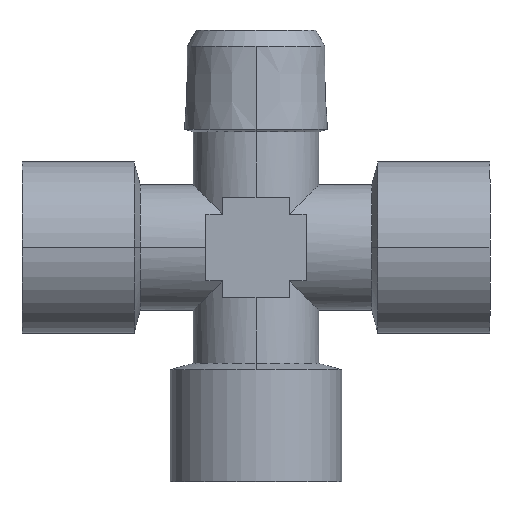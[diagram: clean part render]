
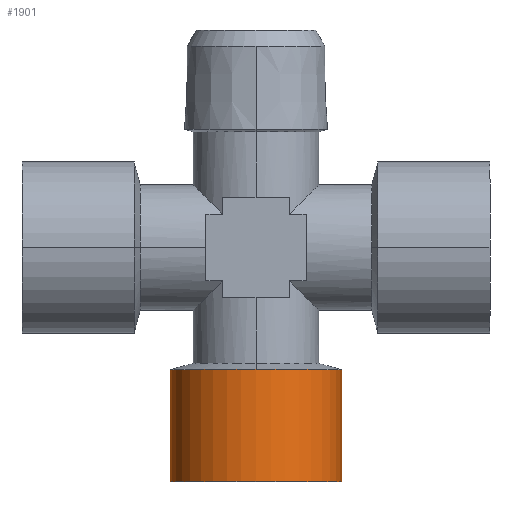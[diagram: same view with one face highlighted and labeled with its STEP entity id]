
A CAD part, top view. The second image highlights one B-rep face of the part: STEP entity #1901.
In plain terms, the highlighted cylindrical face has radius 10.25 mm (diameter 20.5 mm), a partial arc.
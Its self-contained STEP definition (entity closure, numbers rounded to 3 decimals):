
#74 = CARTESIAN_POINT ( 'NONE',  ( -138.123, -37.532, -25. ) ) ;
#94 = ORIENTED_EDGE ( 'NONE', *, *, #1795, .T. ) ;
#184 = ORIENTED_EDGE ( 'NONE', *, *, #1102, .T. ) ;
#325 = LINE ( 'NONE', #2561, #2532 ) ;
#339 = EDGE_LOOP ( 'NONE', ( #184, #1263, #841, #94, #1072 ) ) ;
#374 = LINE ( 'NONE', #1216, #984 ) ;
#403 = CARTESIAN_POINT ( 'NONE',  ( -138.123, -37.532, -25. ) ) ;
#421 = AXIS2_PLACEMENT_3D ( 'NONE', #442, #1692, #448 ) ;
#431 = DIRECTION ( 'NONE',  ( 0., 0., -1. ) ) ;
#442 = CARTESIAN_POINT ( 'NONE',  ( -138.123, -50.934, -25. ) ) ;
#448 = DIRECTION ( 'NONE',  ( -1., 0., 0. ) ) ;
#453 = EDGE_CURVE ( 'NONE', #768, #1420, #325, .T. ) ;
#459 = CARTESIAN_POINT ( 'NONE',  ( -148.373, -37.532, -25. ) ) ;
#512 = EDGE_CURVE ( 'NONE', #800, #1949, #374, .T. ) ;
#612 = EDGE_CURVE ( 'NONE', #1949, #1599, #645, .T. ) ;
#645 = CIRCLE ( 'NONE', #1329, 10.25 ) ;
#668 = AXIS2_PLACEMENT_3D ( 'NONE', #74, #1290, #1683 ) ;
#705 = CARTESIAN_POINT ( 'NONE',  ( -148.373, -50.934, -25. ) ) ;
#719 = CIRCLE ( 'NONE', #1186, 10.25 ) ;
#768 = VERTEX_POINT ( 'NONE', #705 ) ;
#800 = VERTEX_POINT ( 'NONE', #2195 ) ;
#841 = ORIENTED_EDGE ( 'NONE', *, *, #612, .T. ) ;
#842 = DIRECTION ( 'NONE',  ( 0., -1., 0. ) ) ;
#984 = VECTOR ( 'NONE', #1351, 1000. ) ;
#1072 = ORIENTED_EDGE ( 'NONE', *, *, #453, .F. ) ;
#1102 = EDGE_CURVE ( 'NONE', #768, #800, #719, .T. ) ;
#1165 = CARTESIAN_POINT ( 'NONE',  ( -138.123, -37.532, -14.75 ) ) ;
#1186 = AXIS2_PLACEMENT_3D ( 'NONE', #1478, #2112, #1319 ) ;
#1216 = CARTESIAN_POINT ( 'NONE',  ( -127.873, -50.934, -25. ) ) ;
#1263 = ORIENTED_EDGE ( 'NONE', *, *, #512, .T. ) ;
#1290 = DIRECTION ( 'NONE',  ( 0., -1., 0. ) ) ;
#1319 = DIRECTION ( 'NONE',  ( -1., 0., 0. ) ) ;
#1329 = AXIS2_PLACEMENT_3D ( 'NONE', #403, #842, #431 ) ;
#1351 = DIRECTION ( 'NONE',  ( 0., 1., 0. ) ) ;
#1420 = VERTEX_POINT ( 'NONE', #459 ) ;
#1478 = CARTESIAN_POINT ( 'NONE',  ( -138.123, -50.934, -25. ) ) ;
#1599 = VERTEX_POINT ( 'NONE', #1165 ) ;
#1683 = DIRECTION ( 'NONE',  ( 0., 0., -1. ) ) ;
#1692 = DIRECTION ( 'NONE',  ( 0., 1., 0. ) ) ;
#1795 = EDGE_CURVE ( 'NONE', #1599, #1420, #2011, .T. ) ;
#1901 = ADVANCED_FACE ( 'NONE', ( #2190 ), #2158, .T. ) ;
#1949 = VERTEX_POINT ( 'NONE', #2618 ) ;
#2011 = CIRCLE ( 'NONE', #668, 10.25 ) ;
#2112 = DIRECTION ( 'NONE',  ( 0., 1., 0. ) ) ;
#2145 = DIRECTION ( 'NONE',  ( 0., 1., 0. ) ) ;
#2158 = CYLINDRICAL_SURFACE ( 'NONE', #421, 10.25 ) ;
#2190 = FACE_OUTER_BOUND ( 'NONE', #339, .T. ) ;
#2195 = CARTESIAN_POINT ( 'NONE',  ( -127.873, -50.934, -25. ) ) ;
#2532 = VECTOR ( 'NONE', #2145, 1000. ) ;
#2561 = CARTESIAN_POINT ( 'NONE',  ( -148.373, -50.934, -25. ) ) ;
#2618 = CARTESIAN_POINT ( 'NONE',  ( -127.873, -37.532, -25. ) ) ;
